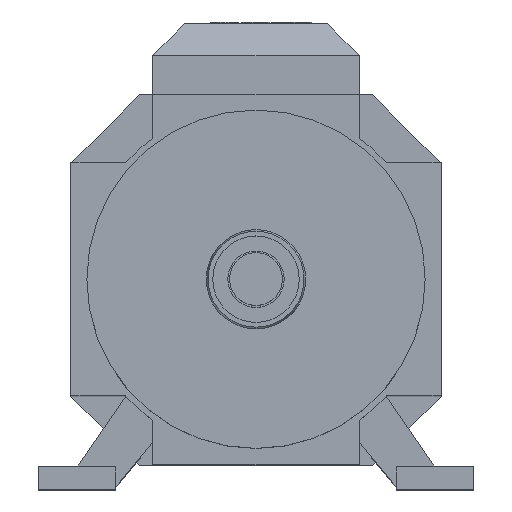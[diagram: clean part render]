
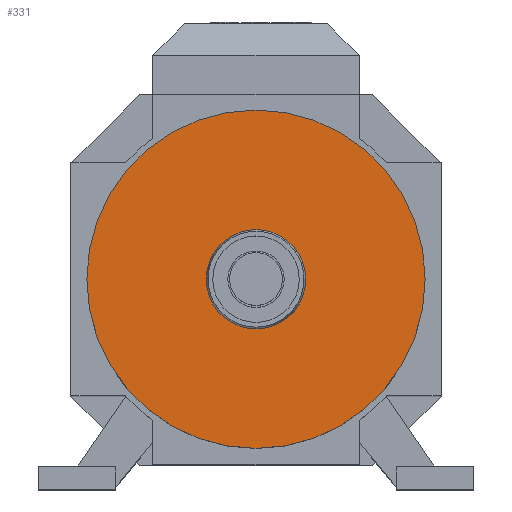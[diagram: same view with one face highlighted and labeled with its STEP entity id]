
A CAD part, top view. The second image highlights one B-rep face of the part: STEP entity #331.
In plain terms, the highlighted planar face has unit normal (0, 0, 1).
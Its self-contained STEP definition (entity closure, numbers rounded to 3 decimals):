
#76=FACE_BOUND('',#726,.T.);
#77=FACE_BOUND('',#727,.T.);
#135=PLANE('',#3721);
#331=ADVANCED_FACE('',(#76,#77),#135,.T.);
#726=EDGE_LOOP('',(#1140,#1141));
#727=EDGE_LOOP('',(#1142,#1143));
#935=CIRCLE('',#3658,26.438);
#954=CIRCLE('',#3687,90.);
#970=CIRCLE('',#3719,90.);
#971=CIRCLE('',#3720,26.438);
#1140=ORIENTED_EDGE('',*,*,#2453,.F.);
#1141=ORIENTED_EDGE('',*,*,#2401,.F.);
#1142=ORIENTED_EDGE('',*,*,#2454,.T.);
#1143=ORIENTED_EDGE('',*,*,#2363,.T.);
#2030=VERTEX_POINT('',#4891);
#2033=VERTEX_POINT('',#4896);
#2071=VERTEX_POINT('',#4982);
#2072=VERTEX_POINT('',#4984);
#2363=EDGE_CURVE('',#2030,#2033,#935,.T.);
#2401=EDGE_CURVE('',#2071,#2072,#954,.T.);
#2453=EDGE_CURVE('',#2072,#2071,#970,.T.);
#2454=EDGE_CURVE('',#2033,#2030,#971,.T.);
#3658=AXIS2_PLACEMENT_3D('',#4897,#3941,#3942);
#3687=AXIS2_PLACEMENT_3D('',#4983,#4018,#4019);
#3719=AXIS2_PLACEMENT_3D('',#5089,#4118,#4119);
#3720=AXIS2_PLACEMENT_3D('',#5090,#4120,#4121);
#3721=AXIS2_PLACEMENT_3D('',#5091,#4122,#4123);
#3941=DIRECTION('',(0.,0.,-1.));
#3942=DIRECTION('',(1.,0.,0.));
#4018=DIRECTION('',(0.,0.,-1.));
#4019=DIRECTION('',(-1.,0.,0.));
#4118=DIRECTION('',(0.,0.,-1.));
#4119=DIRECTION('',(-1.,0.,0.));
#4120=DIRECTION('',(0.,0.,-1.));
#4121=DIRECTION('',(1.,0.,0.));
#4122=DIRECTION('',(0.,0.,1.));
#4123=DIRECTION('',(-1.,0.,0.));
#4891=CARTESIAN_POINT('',(-26.438,0.,287.));
#4896=CARTESIAN_POINT('',(26.438,0.,287.));
#4897=CARTESIAN_POINT('',(0.,0.,
287.));
#4982=CARTESIAN_POINT('',(-90.,0.,287.));
#4983=CARTESIAN_POINT('',(0.,0.,287.));
#4984=CARTESIAN_POINT('',(90.,0.,287.));
#5089=CARTESIAN_POINT('',(0.,0.,287.));
#5090=CARTESIAN_POINT('',(0.,0.,
287.));
#5091=CARTESIAN_POINT('',(0.,0.,287.));
